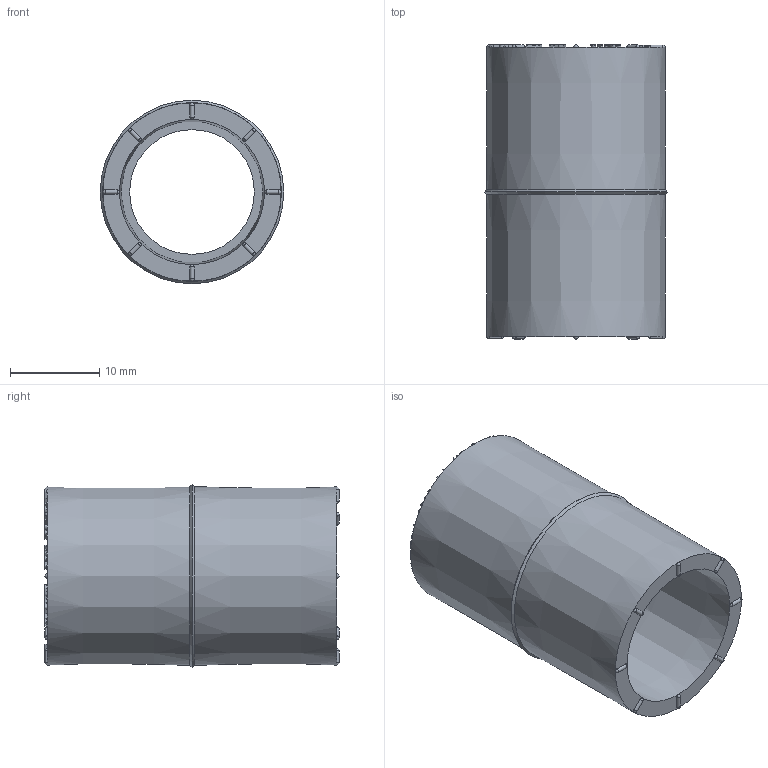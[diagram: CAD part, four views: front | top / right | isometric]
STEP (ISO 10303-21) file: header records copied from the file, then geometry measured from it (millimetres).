
FILE_DESCRIPTION(/* description */ (''),/* implementation_level */ '2;1');
FILE_NAME(/* name */ '16套管.stp',/* time_stamp */ '2024-07-13T09:30:19+08:00',/* author */ (''),/* organization */ (''),/* preprocessor_version */ 'ST-DEVELOPER v16',/* originating_system */ 'SIEMENS PLM Software NX 10.0',/* authorisation */ '');
FILE_SCHEMA (('AUTOMOTIVE_DESIGN { 1 0 10303 214 3 1 1 1 }'));
Length unit declared in the file: millimetre
Products named in the file (1): gelv12E0D7B8jcm6
Bounding box: 20.6 x 33 x 20.6 mm (x, y, z)
Volume: 3877.7 mm3; surface area: 4020.1 mm2
Topology: 1 solids, 1 shells, 369 faces, 999 edges, 655 vertices
Faces by surface type: plane 177, extrusion 131, sphere 32, cylinder 23, cone 6
Full cylindrical faces by diameter (mm): 0.7 x1, 1 x1, 14 x1
Entity records: 12393 total; most frequent: CARTESIAN_POINT 4443, ORIENTED_EDGE 1846, DIRECTION 1093, EDGE_CURVE 923, B_SPLINE_CURVE_WITH_KNOTS 657, VERTEX_POINT 621, VECTOR 441, EDGE_LOOP 436
